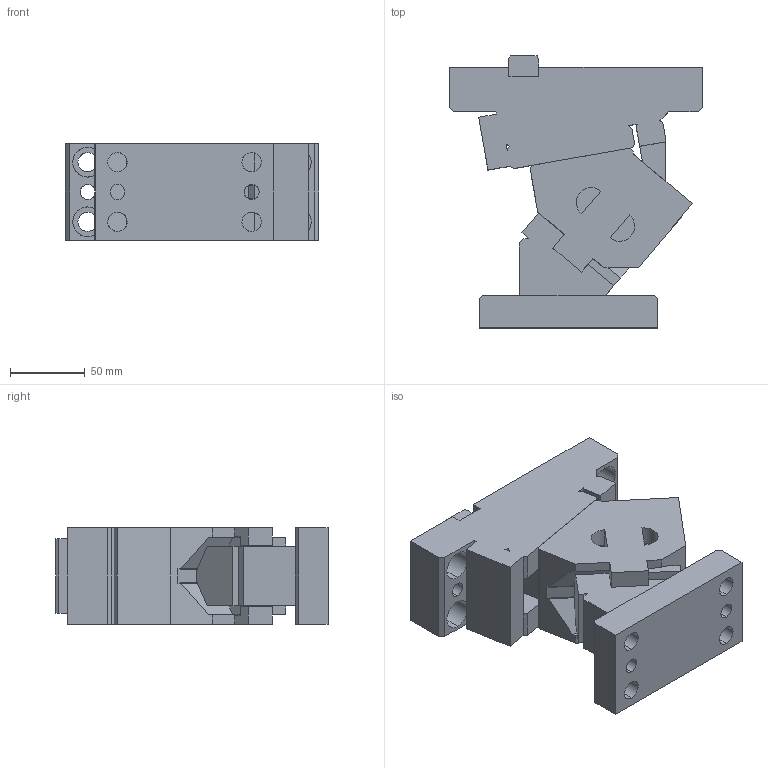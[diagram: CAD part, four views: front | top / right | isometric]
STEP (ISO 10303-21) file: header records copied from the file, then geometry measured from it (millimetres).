
FILE_DESCRIPTION(('CATIA V5 STEP Exchange'),'2;1');
FILE_NAME('CACG_65_40.stp','2015-04-21T15:36:40+00:00',('none'),('none'),'CATIA Version 5 Release 19 SP 2 (IN-10)','CATIA V5 STEP AP203','none');
FILE_SCHEMA(('CONFIG_CONTROL_DESIGN'));
Length unit declared in the file: millimetre
Products named in the file (1): CACG_65_40
Bounding box: 170 x 182.5 x 65 mm (x, y, z)
Volume: 1095533.6 mm3; surface area: 161277.6 mm2
Topology: 3 solids, 3 shells, 218 faces, 615 edges, 404 vertices
Faces by surface type: plane 158, cylinder 56, cone 4
Entity records: 7653 total; most frequent: CARTESIAN_POINT 2078, ORIENTED_EDGE 1222, DIRECTION 973, EDGE_CURVE 611, VECTOR 487, LINE 487, VERTEX_POINT 404, AXIS2_PLACEMENT_3D 283
